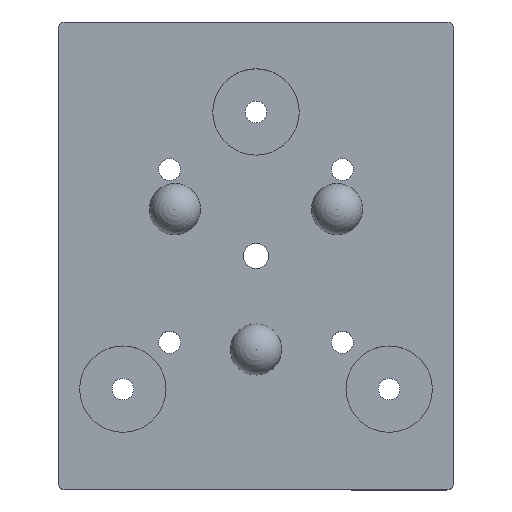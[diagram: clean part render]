
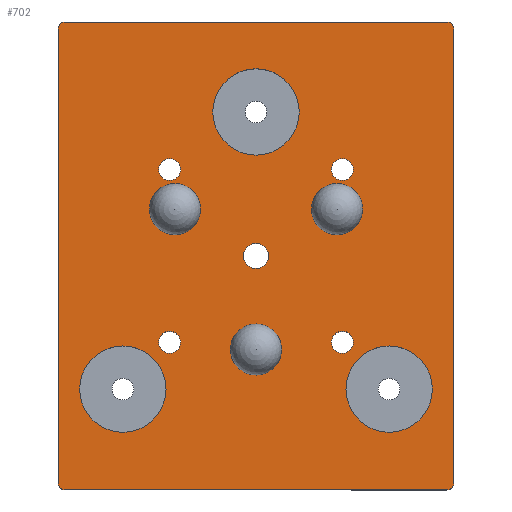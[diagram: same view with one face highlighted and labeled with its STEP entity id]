
A CAD part, top view. The second image highlights one B-rep face of the part: STEP entity #702.
In plain terms, the highlighted face is planar.
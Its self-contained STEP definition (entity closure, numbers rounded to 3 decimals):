
#27=CIRCLE('',#752,1.525);
#29=CIRCLE('',#755,1.525);
#31=CIRCLE('',#758,1.525);
#33=CIRCLE('',#761,1.525);
#35=CIRCLE('',#764,1.75);
#36=CIRCLE('',#766,1.);
#38=CIRCLE('',#770,1.);
#40=CIRCLE('',#773,1.);
#41=CIRCLE('',#774,1.);
#42=CIRCLE('',#775,3.55);
#43=CIRCLE('',#776,3.55);
#44=CIRCLE('',#777,3.55);
#45=CIRCLE('',#778,6.);
#46=CIRCLE('',#779,6.);
#47=CIRCLE('',#780,6.);
#78=FACE_BOUND('',#164,.T.);
#79=FACE_BOUND('',#165,.T.);
#80=FACE_BOUND('',#166,.T.);
#81=FACE_BOUND('',#167,.T.);
#82=FACE_BOUND('',#168,.T.);
#83=FACE_BOUND('',#169,.T.);
#84=FACE_BOUND('',#170,.T.);
#85=FACE_BOUND('',#171,.T.);
#86=FACE_BOUND('',#172,.T.);
#87=FACE_BOUND('',#173,.T.);
#88=FACE_BOUND('',#174,.T.);
#122=FACE_OUTER_BOUND('',#163,.T.);
#163=EDGE_LOOP('',(#568,#569,#570,#571,#572,#573,#574,#575));
#164=EDGE_LOOP('',(#576));
#165=EDGE_LOOP('',(#577));
#166=EDGE_LOOP('',(#578));
#167=EDGE_LOOP('',(#579));
#168=EDGE_LOOP('',(#580));
#169=EDGE_LOOP('',(#581));
#170=EDGE_LOOP('',(#582));
#171=EDGE_LOOP('',(#583));
#172=EDGE_LOOP('',(#584));
#173=EDGE_LOOP('',(#585));
#174=EDGE_LOOP('',(#586));
#228=LINE('',#1089,#285);
#244=LINE('',#1147,#301);
#247=LINE('',#1156,#304);
#248=LINE('',#1160,#305);
#285=VECTOR('',#865,10.);
#301=VECTOR('',#927,10.);
#304=VECTOR('',#938,10.);
#305=VECTOR('',#941,10.);
#333=VERTEX_POINT('',#1087);
#334=VERTEX_POINT('',#1088);
#340=VERTEX_POINT('',#1109);
#342=VERTEX_POINT('',#1115);
#344=VERTEX_POINT('',#1121);
#346=VERTEX_POINT('',#1127);
#348=VERTEX_POINT('',#1133);
#350=VERTEX_POINT('',#1138);
#351=VERTEX_POINT('',#1140);
#353=VERTEX_POINT('',#1146);
#355=VERTEX_POINT('',#1155);
#356=VERTEX_POINT('',#1157);
#357=VERTEX_POINT('',#1159);
#358=VERTEX_POINT('',#1162);
#359=VERTEX_POINT('',#1164);
#360=VERTEX_POINT('',#1166);
#361=VERTEX_POINT('',#1168);
#362=VERTEX_POINT('',#1170);
#363=VERTEX_POINT('',#1172);
#404=EDGE_CURVE('',#333,#334,#228,.T.);
#415=EDGE_CURVE('',#340,#340,#27,.T.);
#418=EDGE_CURVE('',#342,#342,#29,.T.);
#421=EDGE_CURVE('',#344,#344,#31,.T.);
#424=EDGE_CURVE('',#346,#346,#33,.T.);
#427=EDGE_CURVE('',#348,#348,#35,.T.);
#429=EDGE_CURVE('',#350,#351,#36,.T.);
#432=EDGE_CURVE('',#353,#351,#244,.T.);
#435=EDGE_CURVE('',#353,#333,#38,.T.);
#437=EDGE_CURVE('',#355,#350,#247,.T.);
#438=EDGE_CURVE('',#356,#355,#40,.T.);
#439=EDGE_CURVE('',#357,#356,#248,.T.);
#440=EDGE_CURVE('',#334,#357,#41,.T.);
#441=EDGE_CURVE('',#358,#358,#42,.T.);
#442=EDGE_CURVE('',#359,#359,#43,.T.);
#443=EDGE_CURVE('',#360,#360,#44,.T.);
#444=EDGE_CURVE('',#361,#361,#45,.T.);
#445=EDGE_CURVE('',#362,#362,#46,.T.);
#446=EDGE_CURVE('',#363,#363,#47,.T.);
#568=ORIENTED_EDGE('',*,*,#404,.F.);
#569=ORIENTED_EDGE('',*,*,#435,.F.);
#570=ORIENTED_EDGE('',*,*,#432,.T.);
#571=ORIENTED_EDGE('',*,*,#429,.F.);
#572=ORIENTED_EDGE('',*,*,#437,.F.);
#573=ORIENTED_EDGE('',*,*,#438,.F.);
#574=ORIENTED_EDGE('',*,*,#439,.F.);
#575=ORIENTED_EDGE('',*,*,#440,.F.);
#576=ORIENTED_EDGE('',*,*,#441,.T.);
#577=ORIENTED_EDGE('',*,*,#442,.T.);
#578=ORIENTED_EDGE('',*,*,#443,.T.);
#579=ORIENTED_EDGE('',*,*,#444,.T.);
#580=ORIENTED_EDGE('',*,*,#445,.T.);
#581=ORIENTED_EDGE('',*,*,#446,.T.);
#582=ORIENTED_EDGE('',*,*,#415,.T.);
#583=ORIENTED_EDGE('',*,*,#418,.T.);
#584=ORIENTED_EDGE('',*,*,#421,.T.);
#585=ORIENTED_EDGE('',*,*,#424,.T.);
#586=ORIENTED_EDGE('',*,*,#427,.T.);
#673=PLANE('',#772);
#702=ADVANCED_FACE('',(#122,#78,#79,#80,#81,#82,#83,#84,#85,#86,#87,#88),
#673,.T.);
#752=AXIS2_PLACEMENT_3D('',#1111,#887,#888);
#755=AXIS2_PLACEMENT_3D('',#1117,#894,#895);
#758=AXIS2_PLACEMENT_3D('',#1123,#901,#902);
#761=AXIS2_PLACEMENT_3D('',#1129,#908,#909);
#764=AXIS2_PLACEMENT_3D('',#1135,#915,#916);
#766=AXIS2_PLACEMENT_3D('',#1141,#920,#921);
#770=AXIS2_PLACEMENT_3D('',#1152,#932,#933);
#772=AXIS2_PLACEMENT_3D('',#1154,#936,#937);
#773=AXIS2_PLACEMENT_3D('',#1158,#939,#940);
#774=AXIS2_PLACEMENT_3D('',#1161,#942,#943);
#775=AXIS2_PLACEMENT_3D('',#1163,#944,#945);
#776=AXIS2_PLACEMENT_3D('',#1165,#946,#947);
#777=AXIS2_PLACEMENT_3D('',#1167,#948,#949);
#778=AXIS2_PLACEMENT_3D('',#1169,#950,#951);
#779=AXIS2_PLACEMENT_3D('',#1171,#952,#953);
#780=AXIS2_PLACEMENT_3D('',#1173,#954,#955);
#865=DIRECTION('',(0.,-1.,0.));
#887=DIRECTION('center_axis',(-1.,0.,0.));
#888=DIRECTION('ref_axis',(0.,0.,-1.));
#894=DIRECTION('center_axis',(-1.,0.,0.));
#895=DIRECTION('ref_axis',(0.,0.,-1.));
#901=DIRECTION('center_axis',(-1.,0.,0.));
#902=DIRECTION('ref_axis',(0.,0.,-1.));
#908=DIRECTION('center_axis',(-1.,0.,0.));
#909=DIRECTION('ref_axis',(0.,0.,-1.));
#915=DIRECTION('center_axis',(-1.,0.,0.));
#916=DIRECTION('ref_axis',(0.,0.,-1.));
#920=DIRECTION('center_axis',(-1.,0.,0.));
#921=DIRECTION('ref_axis',(0.,0.707,0.707));
#927=DIRECTION('',(0.,0.,1.));
#932=DIRECTION('center_axis',(-1.,0.,0.));
#933=DIRECTION('ref_axis',(0.,0.707,-0.707));
#936=DIRECTION('center_axis',(1.,0.,0.));
#937=DIRECTION('ref_axis',(0.,1.,0.));
#938=DIRECTION('',(0.,1.,0.));
#939=DIRECTION('center_axis',(-1.,0.,0.));
#940=DIRECTION('ref_axis',(0.,-0.707,0.707));
#941=DIRECTION('',(0.,0.,1.));
#942=DIRECTION('center_axis',(-1.,0.,0.));
#943=DIRECTION('ref_axis',(0.,-0.707,-0.707));
#944=DIRECTION('center_axis',(-1.,0.,0.));
#945=DIRECTION('ref_axis',(0.,0.,1.));
#946=DIRECTION('center_axis',(-1.,0.,0.));
#947=DIRECTION('ref_axis',(0.,0.,1.));
#948=DIRECTION('center_axis',(-1.,0.,0.));
#949=DIRECTION('ref_axis',(0.,0.,1.));
#950=DIRECTION('center_axis',(-1.,0.,0.));
#951=DIRECTION('ref_axis',(0.,1.,0.));
#952=DIRECTION('center_axis',(-1.,0.,0.));
#953=DIRECTION('ref_axis',(0.,1.,0.));
#954=DIRECTION('center_axis',(-1.,0.,0.));
#955=DIRECTION('ref_axis',(0.,1.,0.));
#1087=CARTESIAN_POINT('',(0.,64.,0.));
#1088=CARTESIAN_POINT('',(0.,1.,0.));
#1089=CARTESIAN_POINT('',(0.,16.25,0.));
#1109=CARTESIAN_POINT('',(0.,44.5,41.025));
#1111=CARTESIAN_POINT('Origin',(0.,44.5,39.5));
#1115=CARTESIAN_POINT('',(0.,20.5,17.025));
#1117=CARTESIAN_POINT('Origin',(0.,20.5,15.5));
#1121=CARTESIAN_POINT('',(0.,20.5,41.025));
#1123=CARTESIAN_POINT('Origin',(0.,20.5,39.5));
#1127=CARTESIAN_POINT('',(0.,44.5,17.025));
#1129=CARTESIAN_POINT('Origin',(0.,44.5,15.5));
#1133=CARTESIAN_POINT('',(0.,32.5,29.25));
#1135=CARTESIAN_POINT('Origin',(0.,32.5,27.5));
#1138=CARTESIAN_POINT('',(0.,64.,55.));
#1140=CARTESIAN_POINT('',(0.,65.,54.));
#1141=CARTESIAN_POINT('Origin',(0.,64.,54.));
#1146=CARTESIAN_POINT('',(0.,65.,1.));
#1147=CARTESIAN_POINT('',(0.,65.,0.));
#1152=CARTESIAN_POINT('Origin',(0.,64.,1.));
#1154=CARTESIAN_POINT('Origin',(0.,0.,0.));
#1155=CARTESIAN_POINT('',(0.,1.,55.));
#1156=CARTESIAN_POINT('',(0.,0.,55.));
#1157=CARTESIAN_POINT('',(0.,0.,54.));
#1158=CARTESIAN_POINT('Origin',(0.,1.,54.));
#1159=CARTESIAN_POINT('',(0.,0.,1.));
#1160=CARTESIAN_POINT('',(0.,0.,0.));
#1161=CARTESIAN_POINT('Origin',(0.,1.,1.));
#1162=CARTESIAN_POINT('',(0.,37.225,19.316));
#1163=CARTESIAN_POINT('Origin',(0.,39.,16.242));
#1164=CARTESIAN_POINT('',(0.,37.225,35.684));
#1165=CARTESIAN_POINT('Origin',(0.,39.,38.758));
#1166=CARTESIAN_POINT('',(0.,23.05,27.5));
#1167=CARTESIAN_POINT('Origin',(0.,19.5,27.5));
#1168=CARTESIAN_POINT('',(0.,8.,46.));
#1169=CARTESIAN_POINT('Origin',(0.,14.,46.));
#1170=CARTESIAN_POINT('',(0.,8.,9.));
#1171=CARTESIAN_POINT('Origin',(0.,14.,9.));
#1172=CARTESIAN_POINT('',(0.,46.5,27.5));
#1173=CARTESIAN_POINT('Origin',(0.,52.5,27.5));
